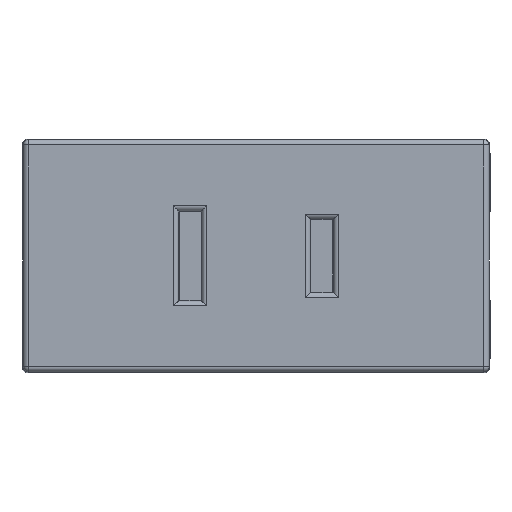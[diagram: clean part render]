
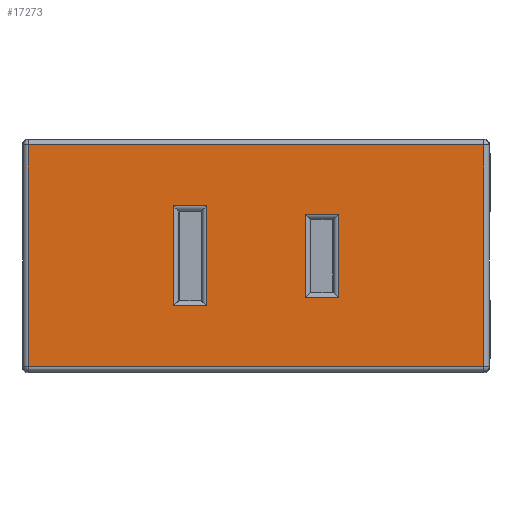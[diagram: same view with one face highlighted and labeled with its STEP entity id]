
A CAD part, top view. The second image highlights one B-rep face of the part: STEP entity #17273.
In plain terms, the highlighted planar face has unit normal (0, 0, 1).
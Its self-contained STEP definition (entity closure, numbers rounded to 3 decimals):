
#17225=AXIS2_PLACEMENT_3D('Plane Axis2P3D',#17222,#17223,#17224) ;
#16394=CARTESIAN_POINT('Vertex',(-21.919,-10.682,8.896)) ;
#16419=CARTESIAN_POINT('Vertex',(21.919,-10.682,8.896)) ;
#16422=CARTESIAN_POINT('Line Origine',(0.,-10.682,8.896)) ;
#16612=CARTESIAN_POINT('Line Origine',(21.919,0.,8.896)) ;
#16616=CARTESIAN_POINT('Vertex',(21.919,10.682,8.896)) ;
#16694=CARTESIAN_POINT('Line Origine',(-21.919,0.,8.896)) ;
#16698=CARTESIAN_POINT('Vertex',(-21.919,10.682,8.896)) ;
#16739=CARTESIAN_POINT('Line Origine',(0.,10.682,8.896)) ;
#16974=CARTESIAN_POINT('Vertex',(7.945,-4.02,8.896)) ;
#16977=CARTESIAN_POINT('Line Origine',(7.945,0.,8.896)) ;
#16981=CARTESIAN_POINT('Vertex',(7.945,4.02,8.896)) ;
#17011=CARTESIAN_POINT('Vertex',(4.755,-4.02,8.896)) ;
#17014=CARTESIAN_POINT('Line Origine',(6.35,-4.02,8.896)) ;
#17038=CARTESIAN_POINT('Vertex',(4.755,4.02,8.896)) ;
#17041=CARTESIAN_POINT('Line Origine',(4.755,0.,8.896)) ;
#17058=CARTESIAN_POINT('Line Origine',(6.35,4.02,8.896)) ;
#17222=CARTESIAN_POINT('Axis2P3D Location',(0.,0.,8.896)) ;
#17233=CARTESIAN_POINT('Line Origine',(-7.945,0.,8.896)) ;
#17237=CARTESIAN_POINT('Vertex',(-7.945,4.82,8.896)) ;
#17239=CARTESIAN_POINT('Vertex',(-7.945,-4.82,8.896)) ;
#17242=CARTESIAN_POINT('Line Origine',(-6.35,4.82,8.896)) ;
#17246=CARTESIAN_POINT('Vertex',(-4.755,4.82,8.896)) ;
#17249=CARTESIAN_POINT('Line Origine',(-4.755,0.,8.896)) ;
#17253=CARTESIAN_POINT('Vertex',(-4.755,-4.82,8.896)) ;
#17256=CARTESIAN_POINT('Line Origine',(-6.35,-4.82,8.896)) ;
#16423=DIRECTION('Vector Direction',(1.,0.,0.)) ;
#16613=DIRECTION('Vector Direction',(0.,-1.,0.)) ;
#16695=DIRECTION('Vector Direction',(0.,-1.,0.)) ;
#16740=DIRECTION('Vector Direction',(1.,0.,0.)) ;
#16978=DIRECTION('Vector Direction',(0.,1.,0.)) ;
#17015=DIRECTION('Vector Direction',(1.,0.,0.)) ;
#17042=DIRECTION('Vector Direction',(0.,-1.,0.)) ;
#17059=DIRECTION('Vector Direction',(1.,0.,0.)) ;
#17223=DIRECTION('Axis2P3D Direction',(-0.,0.,1.)) ;
#17224=DIRECTION('Axis2P3D XDirection',(0.,-1.,0.)) ;
#17234=DIRECTION('Vector Direction',(0.,-1.,0.)) ;
#17243=DIRECTION('Vector Direction',(-1.,0.,0.)) ;
#17250=DIRECTION('Vector Direction',(0.,1.,0.)) ;
#17257=DIRECTION('Vector Direction',(-1.,0.,0.)) ;
#16424=VECTOR('Line Direction',#16423,1.) ;
#16614=VECTOR('Line Direction',#16613,1.) ;
#16696=VECTOR('Line Direction',#16695,1.) ;
#16741=VECTOR('Line Direction',#16740,1.) ;
#16979=VECTOR('Line Direction',#16978,1.) ;
#17016=VECTOR('Line Direction',#17015,1.) ;
#17043=VECTOR('Line Direction',#17042,1.) ;
#17060=VECTOR('Line Direction',#17059,1.) ;
#17235=VECTOR('Line Direction',#17234,1.) ;
#17244=VECTOR('Line Direction',#17243,1.) ;
#17251=VECTOR('Line Direction',#17250,1.) ;
#17258=VECTOR('Line Direction',#17257,1.) ;
#17228=ORIENTED_EDGE('',*,*,#16700,.T.) ;
#17229=ORIENTED_EDGE('',*,*,#16426,.T.) ;
#17230=ORIENTED_EDGE('',*,*,#16618,.T.) ;
#17231=ORIENTED_EDGE('',*,*,#16743,.F.) ;
#17262=ORIENTED_EDGE('',*,*,#17241,.F.) ;
#17263=ORIENTED_EDGE('',*,*,#17248,.F.) ;
#17264=ORIENTED_EDGE('',*,*,#17255,.F.) ;
#17265=ORIENTED_EDGE('',*,*,#17260,.F.) ;
#17268=ORIENTED_EDGE('',*,*,#17018,.T.) ;
#17269=ORIENTED_EDGE('',*,*,#17045,.T.) ;
#17270=ORIENTED_EDGE('',*,*,#17062,.T.) ;
#17271=ORIENTED_EDGE('',*,*,#16983,.T.) ;
#17266=FACE_BOUND('',#17261,.T.) ;
#17272=FACE_BOUND('',#17267,.T.) ;
#17273=ADVANCED_FACE('PartBody',(#17232,#17266,#17272),#17226,.T.) ;
#16426=EDGE_CURVE('',#16395,#16420,#16425,.T.) ;
#16618=EDGE_CURVE('',#16420,#16617,#16615,.F.) ;
#16700=EDGE_CURVE('',#16699,#16395,#16697,.T.) ;
#16743=EDGE_CURVE('',#16699,#16617,#16742,.T.) ;
#16983=EDGE_CURVE('',#16982,#16975,#16980,.F.) ;
#17018=EDGE_CURVE('',#16975,#17012,#17017,.F.) ;
#17045=EDGE_CURVE('',#17012,#17039,#17044,.F.) ;
#17062=EDGE_CURVE('',#17039,#16982,#17061,.T.) ;
#17241=EDGE_CURVE('',#17238,#17240,#17236,.T.) ;
#17248=EDGE_CURVE('',#17247,#17238,#17245,.T.) ;
#17255=EDGE_CURVE('',#17254,#17247,#17252,.T.) ;
#17260=EDGE_CURVE('',#17240,#17254,#17259,.F.) ;
#17227=EDGE_LOOP('',(#17228,#17229,#17230,#17231)) ;
#17261=EDGE_LOOP('',(#17262,#17263,#17264,#17265)) ;
#17267=EDGE_LOOP('',(#17268,#17269,#17270,#17271)) ;
#17232=FACE_OUTER_BOUND('',#17227,.T.) ;
#16425=LINE('Line',#16422,#16424) ;
#16615=LINE('Line',#16612,#16614) ;
#16697=LINE('Line',#16694,#16696) ;
#16742=LINE('Line',#16739,#16741) ;
#16980=LINE('Line',#16977,#16979) ;
#17017=LINE('Line',#17014,#17016) ;
#17044=LINE('Line',#17041,#17043) ;
#17061=LINE('Line',#17058,#17060) ;
#17236=LINE('Line',#17233,#17235) ;
#17245=LINE('Line',#17242,#17244) ;
#17252=LINE('Line',#17249,#17251) ;
#17259=LINE('Line',#17256,#17258) ;
#17226=PLANE('',#17225) ;
#16395=VERTEX_POINT('',#16394) ;
#16420=VERTEX_POINT('',#16419) ;
#16617=VERTEX_POINT('',#16616) ;
#16699=VERTEX_POINT('',#16698) ;
#16975=VERTEX_POINT('',#16974) ;
#16982=VERTEX_POINT('',#16981) ;
#17012=VERTEX_POINT('',#17011) ;
#17039=VERTEX_POINT('',#17038) ;
#17238=VERTEX_POINT('',#17237) ;
#17240=VERTEX_POINT('',#17239) ;
#17247=VERTEX_POINT('',#17246) ;
#17254=VERTEX_POINT('',#17253) ;
